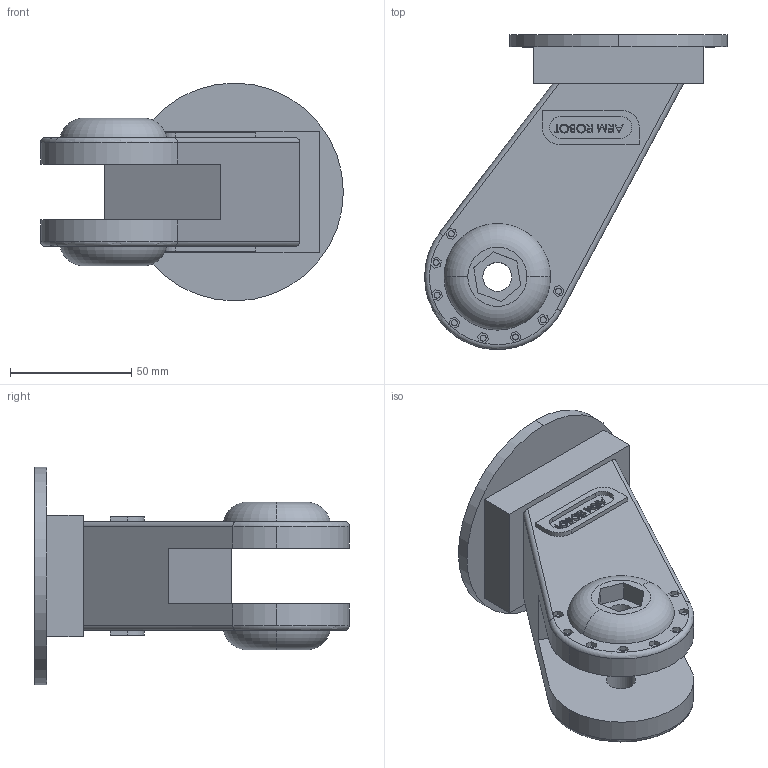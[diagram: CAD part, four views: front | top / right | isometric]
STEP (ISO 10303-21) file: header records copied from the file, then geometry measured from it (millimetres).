
FILE_DESCRIPTION (( 'STEP AP203' ), '1' );
FILE_NAME ('link 1_Default_sldprt.STEP', '2023-05-20T18:27:39', ( '' ), ( '' ), 'SwSTEP 2.0', 'SolidWorks 2020', '' );
FILE_SCHEMA (( 'CONFIG_CONTROL_DESIGN' ));
Length unit declared in the file: millimetre
Products named in the file (1): link 1_Default_sldprt
Bounding box: 125 x 129.95 x 90 mm (x, y, z)
Volume: 299899 mm3; surface area: 49722.2 mm2
Topology: 1 solids, 1 shells, 579 faces, 1511 edges, 1006 vertices
Faces by surface type: plane 401, bspline 111, cylinder 61, torus 6
Entity records: 24780 total; most frequent: CARTESIAN_POINT 11148, ORIENTED_EDGE 3022, DIRECTION 2331, EDGE_CURVE 1511, VECTOR 1081, LINE 1081, VERTEX_POINT 1006, EDGE_LOOP 655
